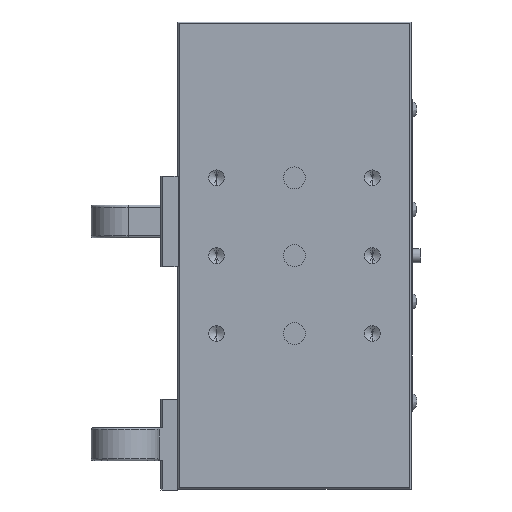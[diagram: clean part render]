
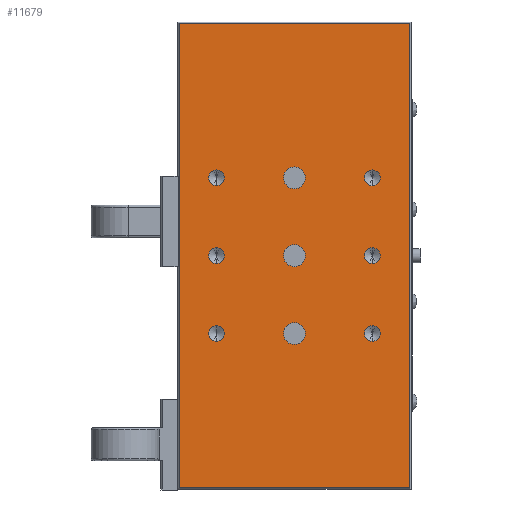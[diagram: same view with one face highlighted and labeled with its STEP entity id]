
A CAD part, front view. The second image highlights one B-rep face of the part: STEP entity #11679.
In plain terms, the highlighted planar face has unit normal (0, -1, 0).
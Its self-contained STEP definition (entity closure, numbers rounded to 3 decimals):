
#1765=DIRECTION('',(0.,0.,1.));
#1766=VECTOR('',#1765,151.384);
#1767=CARTESIAN_POINT('',(-37.592,0.,0.508));
#1768=LINE('',#1767,#1766);
#3285=DIRECTION('',(1.,0.,0.));
#3286=VECTOR('',#3285,75.184);
#3287=CARTESIAN_POINT('',(-37.592,0.,151.892));
#3288=LINE('',#3287,#3286);
#3292=DIRECTION('',(0.,0.,-1.));
#3293=VECTOR('',#3292,151.384);
#3294=CARTESIAN_POINT('',(37.592,0.,151.892));
#3295=LINE('',#3294,#3293);
#3299=DIRECTION('',(-1.,0.,0.));
#3300=VECTOR('',#3299,75.184);
#3301=CARTESIAN_POINT('',(37.592,0.,0.508));
#3302=LINE('',#3301,#3300);
#3306=CARTESIAN_POINT('',(-25.4,0.,50.8));
#3307=DIRECTION('',(0.,1.,0.));
#3308=DIRECTION('',(0.,0.,1.));
#3309=AXIS2_PLACEMENT_3D('',#3306,#3307,#3308);
#3321=CARTESIAN_POINT('',(-25.4,0.,50.8));
#3322=DIRECTION('',(0.,1.,0.));
#3323=DIRECTION('',(0.,0.,-1.));
#3324=AXIS2_PLACEMENT_3D('',#3321,#3322,#3323);
#3366=CARTESIAN_POINT('',(25.4,0.,50.8));
#3367=DIRECTION('',(0.,1.,0.));
#3368=DIRECTION('',(0.,0.,1.));
#3369=AXIS2_PLACEMENT_3D('',#3366,#3367,#3368);
#3381=CARTESIAN_POINT('',(25.4,0.,50.8));
#3382=DIRECTION('',(0.,1.,0.));
#3383=DIRECTION('',(0.,0.,-1.));
#3384=AXIS2_PLACEMENT_3D('',#3381,#3382,#3383);
#3426=CARTESIAN_POINT('',(25.4,0.,76.2));
#3427=DIRECTION('',(0.,1.,0.));
#3428=DIRECTION('',(0.,0.,1.));
#3429=AXIS2_PLACEMENT_3D('',#3426,#3427,#3428);
#3449=CARTESIAN_POINT('',(25.4,0.,76.2));
#3450=DIRECTION('',(0.,1.,0.));
#3451=DIRECTION('',(0.,0.,-1.));
#3452=AXIS2_PLACEMENT_3D('',#3449,#3450,#3451);
#3486=CARTESIAN_POINT('',(25.4,0.,101.6));
#3487=DIRECTION('',(0.,1.,0.));
#3488=DIRECTION('',(0.,0.,1.));
#3489=AXIS2_PLACEMENT_3D('',#3486,#3487,#3488);
#3509=CARTESIAN_POINT('',(25.4,0.,101.6));
#3510=DIRECTION('',(0.,1.,0.));
#3511=DIRECTION('',(0.,0.,-1.));
#3512=AXIS2_PLACEMENT_3D('',#3509,#3510,#3511);
#3546=CARTESIAN_POINT('',(-25.4,0.,76.2));
#3547=DIRECTION('',(0.,1.,0.));
#3548=DIRECTION('',(0.,0.,1.));
#3549=AXIS2_PLACEMENT_3D('',#3546,#3547,#3548);
#3569=CARTESIAN_POINT('',(-25.4,0.,76.2));
#3570=DIRECTION('',(0.,1.,0.));
#3571=DIRECTION('',(0.,0.,-1.));
#3572=AXIS2_PLACEMENT_3D('',#3569,#3570,#3571);
#3606=CARTESIAN_POINT('',(-25.4,0.,101.6));
#3607=DIRECTION('',(0.,1.,0.));
#3608=DIRECTION('',(0.,0.,1.));
#3609=AXIS2_PLACEMENT_3D('',#3606,#3607,#3608);
#3629=CARTESIAN_POINT('',(-25.4,0.,101.6));
#3630=DIRECTION('',(0.,1.,0.));
#3631=DIRECTION('',(0.,0.,-1.));
#3632=AXIS2_PLACEMENT_3D('',#3629,#3630,#3631);
#3666=CARTESIAN_POINT('',(0.,0.,50.8));
#3667=DIRECTION('',(0.,1.,0.));
#3668=DIRECTION('',(0.,0.,1.));
#3669=AXIS2_PLACEMENT_3D('',#3666,#3667,#3668);
#3674=CARTESIAN_POINT('',(0.,0.,50.8));
#3675=DIRECTION('',(0.,1.,0.));
#3676=DIRECTION('',(0.,0.,-1.));
#3677=AXIS2_PLACEMENT_3D('',#3674,#3675,#3676);
#3758=CARTESIAN_POINT('',(0.,0.,76.2));
#3759=DIRECTION('',(0.,1.,0.));
#3760=DIRECTION('',(0.,0.,1.));
#3761=AXIS2_PLACEMENT_3D('',#3758,#3759,#3760);
#3766=CARTESIAN_POINT('',(0.,0.,76.2));
#3767=DIRECTION('',(0.,1.,0.));
#3768=DIRECTION('',(0.,0.,-1.));
#3769=AXIS2_PLACEMENT_3D('',#3766,#3767,#3768);
#3850=CARTESIAN_POINT('',(0.,0.,101.6));
#3851=DIRECTION('',(0.,1.,0.));
#3852=DIRECTION('',(0.,0.,1.));
#3853=AXIS2_PLACEMENT_3D('',#3850,#3851,#3852);
#3858=CARTESIAN_POINT('',(0.,0.,101.6));
#3859=DIRECTION('',(0.,1.,0.));
#3860=DIRECTION('',(0.,0.,-1.));
#3861=AXIS2_PLACEMENT_3D('',#3858,#3859,#3860);
#7677=CARTESIAN_POINT('',(37.592,0.,0.508));
#7678=VERTEX_POINT('',#7677);
#7679=CARTESIAN_POINT('',(37.592,0.,151.892));
#7680=VERTEX_POINT('',#7679);
#7681=CARTESIAN_POINT('',(-37.592,0.,0.508));
#7682=VERTEX_POINT('',#7681);
#7687=CARTESIAN_POINT('',(-37.592,0.,151.892));
#7688=VERTEX_POINT('',#7687);
#7945=CARTESIAN_POINT('',(-25.4,0.,53.353));
#7946=CARTESIAN_POINT('',(-25.4,0.,48.247));
#7947=VERTEX_POINT('',#7945);
#7948=VERTEX_POINT('',#7946);
#7949=CARTESIAN_POINT('',(25.4,0.,53.353));
#7950=CARTESIAN_POINT('',(25.4,0.,48.247));
#7951=VERTEX_POINT('',#7949);
#7952=VERTEX_POINT('',#7950);
#7953=CARTESIAN_POINT('',(25.4,0.,78.753));
#7954=CARTESIAN_POINT('',(25.4,0.,73.647));
#7955=VERTEX_POINT('',#7953);
#7956=VERTEX_POINT('',#7954);
#7957=CARTESIAN_POINT('',(25.4,0.,104.153));
#7958=CARTESIAN_POINT('',(25.4,0.,99.047));
#7959=VERTEX_POINT('',#7957);
#7960=VERTEX_POINT('',#7958);
#7961=CARTESIAN_POINT('',(-25.4,0.,78.753));
#7962=CARTESIAN_POINT('',(-25.4,0.,73.647));
#7963=VERTEX_POINT('',#7961);
#7964=VERTEX_POINT('',#7962);
#7965=CARTESIAN_POINT('',(-25.4,0.,104.153));
#7966=CARTESIAN_POINT('',(-25.4,0.,99.047));
#7967=VERTEX_POINT('',#7965);
#7968=VERTEX_POINT('',#7966);
#7969=CARTESIAN_POINT('',(0.,0.,54.369));
#7970=CARTESIAN_POINT('',(0.,0.,47.231));
#7971=VERTEX_POINT('',#7969);
#7972=VERTEX_POINT('',#7970);
#7973=CARTESIAN_POINT('',(0.,0.,79.769));
#7974=CARTESIAN_POINT('',(0.,0.,72.631));
#7975=VERTEX_POINT('',#7973);
#7976=VERTEX_POINT('',#7974);
#7977=CARTESIAN_POINT('',(0.,0.,105.169));
#7978=CARTESIAN_POINT('',(0.,0.,98.031));
#7979=VERTEX_POINT('',#7977);
#7980=VERTEX_POINT('',#7978);
#11614=CARTESIAN_POINT('',(-38.1,0.,152.4));
#11615=DIRECTION('',(0.,1.,0.));
#11616=DIRECTION('',(0.,0.,1.));
#11617=AXIS2_PLACEMENT_3D('',#11614,#11615,#11616);
#11618=PLANE('',#11617);
#11619=ORIENTED_EDGE('',*,*,#11607,.T.);
#11620=ORIENTED_EDGE('',*,*,#10185,.T.);
#11621=ORIENTED_EDGE('',*,*,#10202,.T.);
#11622=ORIENTED_EDGE('',*,*,#10218,.T.);
#11623=EDGE_LOOP('',(#11619,#11620,#11621,#11622));
#11624=FACE_OUTER_BOUND('',#11623,.F.);
#11626=ORIENTED_EDGE('',*,*,#11625,.F.);
#11628=ORIENTED_EDGE('',*,*,#11627,.F.);
#11629=EDGE_LOOP('',(#11626,#11628));
#11630=FACE_BOUND('',#11629,.F.);
#11632=ORIENTED_EDGE('',*,*,#11631,.F.);
#11634=ORIENTED_EDGE('',*,*,#11633,.F.);
#11635=EDGE_LOOP('',(#11632,#11634));
#11636=FACE_BOUND('',#11635,.F.);
#11638=ORIENTED_EDGE('',*,*,#11637,.F.);
#11640=ORIENTED_EDGE('',*,*,#11639,.F.);
#11641=EDGE_LOOP('',(#11638,#11640));
#11642=FACE_BOUND('',#11641,.F.);
#11644=ORIENTED_EDGE('',*,*,#11643,.F.);
#11646=ORIENTED_EDGE('',*,*,#11645,.F.);
#11647=EDGE_LOOP('',(#11644,#11646));
#11648=FACE_BOUND('',#11647,.F.);
#11650=ORIENTED_EDGE('',*,*,#11649,.F.);
#11652=ORIENTED_EDGE('',*,*,#11651,.F.);
#11653=EDGE_LOOP('',(#11650,#11652));
#11654=FACE_BOUND('',#11653,.F.);
#11656=ORIENTED_EDGE('',*,*,#11655,.F.);
#11658=ORIENTED_EDGE('',*,*,#11657,.F.);
#11659=EDGE_LOOP('',(#11656,#11658));
#11660=FACE_BOUND('',#11659,.F.);
#11662=ORIENTED_EDGE('',*,*,#11661,.F.);
#11664=ORIENTED_EDGE('',*,*,#11663,.F.);
#11665=EDGE_LOOP('',(#11662,#11664));
#11666=FACE_BOUND('',#11665,.F.);
#11668=ORIENTED_EDGE('',*,*,#11667,.F.);
#11670=ORIENTED_EDGE('',*,*,#11669,.F.);
#11671=EDGE_LOOP('',(#11668,#11670));
#11672=FACE_BOUND('',#11671,.F.);
#11674=ORIENTED_EDGE('',*,*,#11673,.F.);
#11676=ORIENTED_EDGE('',*,*,#11675,.F.);
#11677=EDGE_LOOP('',(#11674,#11676));
#11678=FACE_BOUND('',#11677,.F.);
#3310=CIRCLE('',#3309,2.553);
#3325=CIRCLE('',#3324,2.553);
#3370=CIRCLE('',#3369,2.553);
#3385=CIRCLE('',#3384,2.553);
#3430=CIRCLE('',#3429,2.553);
#3453=CIRCLE('',#3452,2.553);
#3490=CIRCLE('',#3489,2.553);
#3513=CIRCLE('',#3512,2.553);
#3550=CIRCLE('',#3549,2.553);
#3573=CIRCLE('',#3572,2.553);
#3610=CIRCLE('',#3609,2.553);
#3633=CIRCLE('',#3632,2.553);
#3670=CIRCLE('',#3669,3.569);
#3678=CIRCLE('',#3677,3.569);
#3762=CIRCLE('',#3761,3.569);
#3770=CIRCLE('',#3769,3.569);
#3854=CIRCLE('',#3853,3.569);
#3862=CIRCLE('',#3861,3.569);
#10185=EDGE_CURVE('',#7680,#7678,#3295,.T.);
#10202=EDGE_CURVE('',#7678,#7682,#3302,.T.);
#10218=EDGE_CURVE('',#7682,#7688,#1768,.T.);
#11607=EDGE_CURVE('',#7688,#7680,#3288,.T.);
#11625=EDGE_CURVE('',#7947,#7948,#3310,.T.);
#11627=EDGE_CURVE('',#7948,#7947,#3325,.T.);
#11631=EDGE_CURVE('',#7951,#7952,#3370,.T.);
#11633=EDGE_CURVE('',#7952,#7951,#3385,.T.);
#11637=EDGE_CURVE('',#7955,#7956,#3430,.T.);
#11639=EDGE_CURVE('',#7956,#7955,#3453,.T.);
#11643=EDGE_CURVE('',#7959,#7960,#3490,.T.);
#11645=EDGE_CURVE('',#7960,#7959,#3513,.T.);
#11649=EDGE_CURVE('',#7963,#7964,#3550,.T.);
#11651=EDGE_CURVE('',#7964,#7963,#3573,.T.);
#11655=EDGE_CURVE('',#7967,#7968,#3610,.T.);
#11657=EDGE_CURVE('',#7968,#7967,#3633,.T.);
#11661=EDGE_CURVE('',#7971,#7972,#3670,.T.);
#11663=EDGE_CURVE('',#7972,#7971,#3678,.T.);
#11667=EDGE_CURVE('',#7975,#7976,#3762,.T.);
#11669=EDGE_CURVE('',#7976,#7975,#3770,.T.);
#11673=EDGE_CURVE('',#7979,#7980,#3854,.T.);
#11675=EDGE_CURVE('',#7980,#7979,#3862,.T.);
#11679=ADVANCED_FACE('',(#11624,#11630,#11636,#11642,#11648,#11654,#11660,
#11666,#11672,#11678),#11618,.F.);
